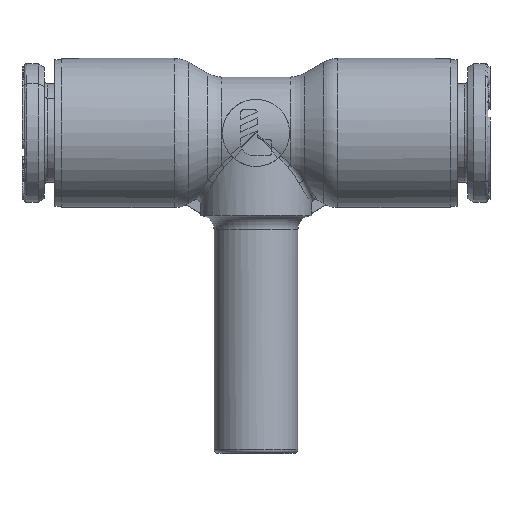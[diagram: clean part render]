
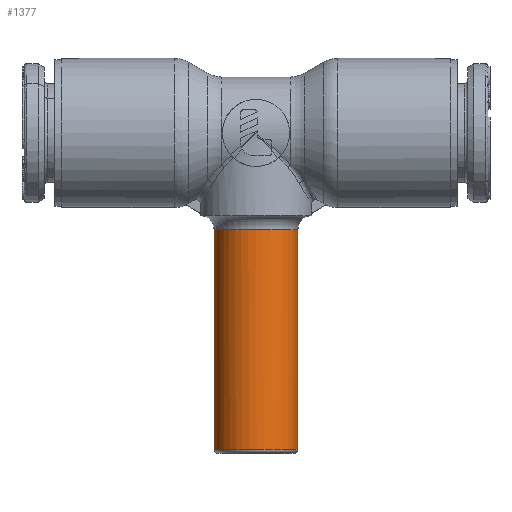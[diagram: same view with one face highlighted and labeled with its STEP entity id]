
A CAD part, top view. The second image highlights one B-rep face of the part: STEP entity #1377.
In plain terms, the highlighted cylindrical face has radius 3 mm (diameter 6 mm), a partial arc.
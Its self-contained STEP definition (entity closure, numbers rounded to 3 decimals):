
#1377=ADVANCED_FACE('',(#3829),#3830,.T.);
#3829=FACE_OUTER_BOUND('',#9831,.T.);
#3830=CYLINDRICAL_SURFACE('',#9832,3.0);
#9831=EDGE_LOOP('',(#19633,#19634,#19635,#19636,#19637,#19638));
#9832=AXIS2_PLACEMENT_3D('',#19639,#19640,#19641);
#19633=ORIENTED_EDGE('',*,*,#23582,.F.);
#19634=ORIENTED_EDGE('',*,*,#23583,.F.);
#19635=ORIENTED_EDGE('',*,*,#23277,.F.);
#19636=ORIENTED_EDGE('',*,*,#23584,.T.);
#19637=ORIENTED_EDGE('',*,*,#23283,.F.);
#19638=ORIENTED_EDGE('',*,*,#23581,.F.);
#19639=CARTESIAN_POINT('',(0.0,-24.045,0.0));
#19640=DIRECTION('',(0.0,-1.0,0.0));
#19641=DIRECTION('',(1.0,0.0,0.0));
#23277=EDGE_CURVE('',#28335,#28331,#28337,.T.);
#23283=EDGE_CURVE('',#28346,#28349,#28350,.T.);
#23581=EDGE_CURVE('',#28357,#28346,#28835,.T.);
#23582=EDGE_CURVE('',#28343,#28357,#28836,.T.);
#23583=EDGE_CURVE('',#28331,#28343,#28837,.T.);
#23584=EDGE_CURVE('',#28335,#28349,#28838,.T.);
#28331=VERTEX_POINT('',#37706);
#28335=VERTEX_POINT('',#37710);
#28337=CIRCLE('',#37712,3.0);
#28343=VERTEX_POINT('',#37718);
#28346=VERTEX_POINT('',#37721);
#28349=VERTEX_POINT('',#37724);
#28350=CIRCLE('',#37725,3.0);
#28357=VERTEX_POINT('',#37732);
#28835=CIRCLE('',#38980,3.0);
#28836=LINE('',#38981,#38982);
#28837=CIRCLE('',#38983,3.0);
#28838=LINE('',#38984,#38985);
#37706=CARTESIAN_POINT('',(2.999,-6.9,0.066));
#37710=CARTESIAN_POINT('',(-3.0,-6.9,0.0));
#37712=AXIS2_PLACEMENT_3D('',#43401,#43402,#43403);
#37718=CARTESIAN_POINT('',(3.0,-6.9,0.0));
#37721=CARTESIAN_POINT('',(-2.999,-22.6,0.09));
#37724=CARTESIAN_POINT('',(-3.0,-22.6,0.0));
#37725=AXIS2_PLACEMENT_3D('',#43419,#43420,#43421);
#37732=CARTESIAN_POINT('',(3.0,-22.6,0.0));
#38980=AXIS2_PLACEMENT_3D('',#43835,#43836,#43837);
#38981=CARTESIAN_POINT('',(3.0,-6.9,0.));
#38982=VECTOR('',#43838,15.7);
#38983=AXIS2_PLACEMENT_3D('',#43839,#43840,#43841);
#38984=CARTESIAN_POINT('',(-3.0,-6.9,0.));
#38985=VECTOR('',#43842,15.7);
#43401=CARTESIAN_POINT('',(0.0,-6.9,0.0));
#43402=DIRECTION('',(0.0,1.0,0.0));
#43403=DIRECTION('',(-1.0,0.0,0.0));
#43419=CARTESIAN_POINT('',(0.0,-22.6,0.0));
#43420=DIRECTION('',(0.0,-1.0,0.0));
#43421=DIRECTION('',(1.0,0.0,0.0));
#43835=CARTESIAN_POINT('',(0.0,-22.6,0.0));
#43836=DIRECTION('',(0.0,-1.0,0.0));
#43837=DIRECTION('',(1.0,0.0,0.0));
#43838=DIRECTION('',(0.0,-1.0,0.));
#43839=CARTESIAN_POINT('',(0.0,-6.9,0.0));
#43840=DIRECTION('',(0.0,1.0,0.0));
#43841=DIRECTION('',(-1.0,0.0,0.0));
#43842=DIRECTION('',(0.0,-1.0,0.));
